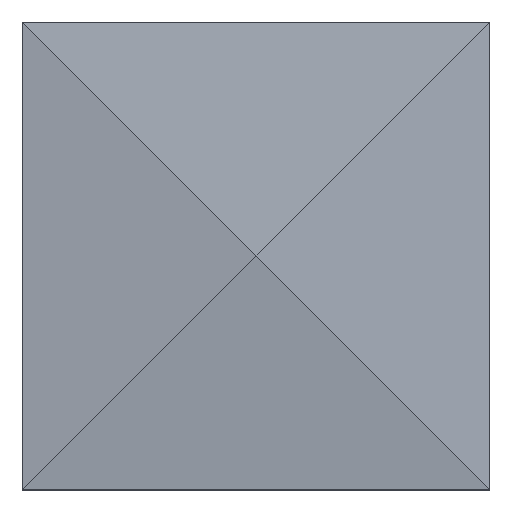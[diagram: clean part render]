
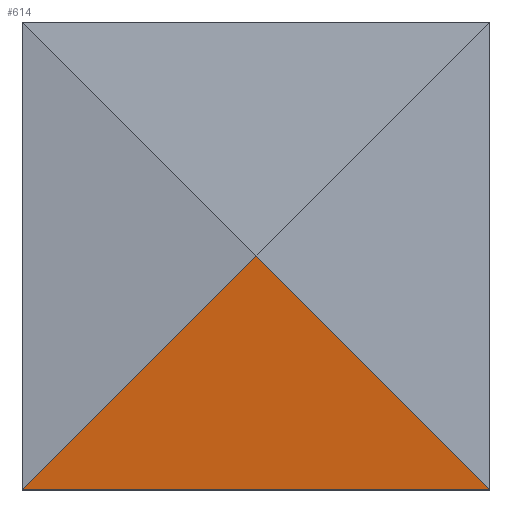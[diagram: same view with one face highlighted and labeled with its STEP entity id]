
A CAD part, top view. The second image highlights one B-rep face of the part: STEP entity #614.
In plain terms, the highlighted planar face has unit normal (0, -0.106, 0.994).
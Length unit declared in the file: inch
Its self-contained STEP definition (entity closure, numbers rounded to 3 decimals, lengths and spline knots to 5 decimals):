
#34=FACE_OUTER_BOUND('',#72,.T.);
#72=EDGE_LOOP('',(#430,#431,#432));
#130=LINE('',#919,#210);
#131=LINE('',#921,#211);
#132=LINE('',#922,#212);
#210=VECTOR('',#737,0.3937);
#211=VECTOR('',#738,0.3937);
#212=VECTOR('',#739,0.3937);
#269=VERTEX_POINT('',#858);
#291=VERTEX_POINT('',#918);
#292=VERTEX_POINT('',#920);
#345=EDGE_CURVE('',#269,#291,#130,.T.);
#346=EDGE_CURVE('',#292,#269,#131,.T.);
#347=EDGE_CURVE('',#292,#291,#132,.T.);
#430=ORIENTED_EDGE('',*,*,#345,.F.);
#431=ORIENTED_EDGE('',*,*,#346,.F.);
#432=ORIENTED_EDGE('',*,*,#347,.T.);
#579=PLANE('',#667);
#614=ADVANCED_FACE('',(#34),#579,.T.);
#667=AXIS2_PLACEMENT_3D('',#917,#735,#736);
#735=DIRECTION('center_axis',(0.,-0.106,0.994));
#736=DIRECTION('ref_axis',(0.,0.994,0.106));
#737=DIRECTION('',(0.705,0.705,0.075));
#738=DIRECTION('',(-1.,0.,0.));
#739=DIRECTION('',(-0.705,0.705,0.075));
#858=CARTESIAN_POINT('',(-2.75,-2.75,56.375));
#917=CARTESIAN_POINT('Origin',(30.25,-2.75,56.375));
#918=CARTESIAN_POINT('',(16.,16.,58.375));
#919=CARTESIAN_POINT('',(6.57197,6.57197,57.36934));
#920=CARTESIAN_POINT('',(34.75,-2.75,56.375));
#921=CARTESIAN_POINT('',(30.25,-2.75,56.375));
#922=CARTESIAN_POINT('',(25.42803,6.57197,57.36934));
